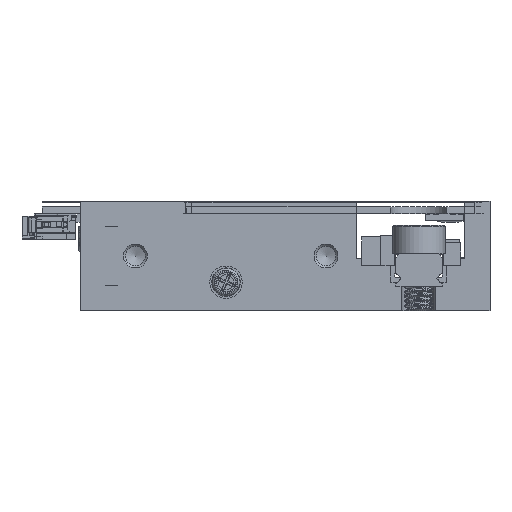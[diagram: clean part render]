
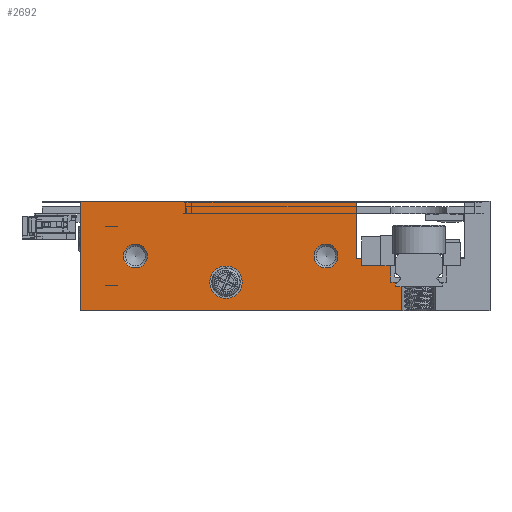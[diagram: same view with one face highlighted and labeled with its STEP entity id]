
A CAD part, left-side view. The second image highlights one B-rep face of the part: STEP entity #2692.
In plain terms, the highlighted planar face has unit normal (-1, 0, 0).
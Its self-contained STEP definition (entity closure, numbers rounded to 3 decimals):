
#1743=FACE_BOUND('',#6726,.T.);
#1744=FACE_BOUND('',#6727,.T.);
#1745=FACE_BOUND('',#6728,.T.);
#1746=FACE_BOUND('',#6729,.T.);
#2692=ADVANCED_FACE('',(#1743,#1744,#1745,#1746),#4314,.F.);
#4314=PLANE('',#32136);
#6726=EDGE_LOOP('',(#10043));
#6727=EDGE_LOOP('',(#10044));
#6728=EDGE_LOOP('',(#10045));
#6729=EDGE_LOOP('',(#10046,#10047,#10048,#10049,#10050,#10051,#10052,#10053));
#8967=CIRCLE('',#32133,1.7);
#8968=CIRCLE('',#32134,1.25);
#8969=CIRCLE('',#32135,1.25);
#10043=ORIENTED_EDGE('',*,*,#21492,.T.);
#10044=ORIENTED_EDGE('',*,*,#21493,.T.);
#10045=ORIENTED_EDGE('',*,*,#21494,.T.);
#10046=ORIENTED_EDGE('',*,*,#21472,.T.);
#10047=ORIENTED_EDGE('',*,*,#21495,.T.);
#10048=ORIENTED_EDGE('',*,*,#21496,.T.);
#10049=ORIENTED_EDGE('',*,*,#21497,.T.);
#10050=ORIENTED_EDGE('',*,*,#21498,.T.);
#10051=ORIENTED_EDGE('',*,*,#21450,.T.);
#10052=ORIENTED_EDGE('',*,*,#21424,.F.);
#10053=ORIENTED_EDGE('',*,*,#21434,.T.);
#18460=VERTEX_POINT('',#43272);
#18461=VERTEX_POINT('',#43274);
#18468=VERTEX_POINT('',#43291);
#18479=VERTEX_POINT('',#43323);
#18498=VERTEX_POINT('',#43367);
#18514=VERTEX_POINT('',#43408);
#18515=VERTEX_POINT('',#43410);
#18516=VERTEX_POINT('',#43412);
#18517=VERTEX_POINT('',#43414);
#18518=VERTEX_POINT('',#43416);
#18519=VERTEX_POINT('',#43418);
#21424=EDGE_CURVE('',#18460,#18461,#25666,.T.);
#21434=EDGE_CURVE('',#18460,#18468,#25674,.T.);
#21450=EDGE_CURVE('',#18479,#18461,#25690,.T.);
#21472=EDGE_CURVE('',#18468,#18498,#25701,.T.);
#21492=EDGE_CURVE('',#18514,#18514,#8967,.T.);
#21493=EDGE_CURVE('',#18515,#18515,#8968,.T.);
#21494=EDGE_CURVE('',#18516,#18516,#8969,.T.);
#21495=EDGE_CURVE('',#18498,#18517,#25720,.T.);
#21496=EDGE_CURVE('',#18517,#18518,#25721,.T.);
#21497=EDGE_CURVE('',#18518,#18519,#25722,.T.);
#21498=EDGE_CURVE('',#18519,#18479,#25723,.T.);
#25666=LINE('',#43273,#28897);
#25674=LINE('',#43292,#28905);
#25690=LINE('',#43322,#28921);
#25701=LINE('',#43368,#28932);
#25720=LINE('',#43413,#28951);
#25721=LINE('',#43415,#28952);
#25722=LINE('',#43417,#28953);
#25723=LINE('',#43419,#28954);
#28897=VECTOR('',#34775,1.);
#28905=VECTOR('',#34789,1.);
#28921=VECTOR('',#34813,1.);
#28932=VECTOR('',#34854,1.);
#28951=VECTOR('',#34889,1.);
#28952=VECTOR('',#34890,1.);
#28953=VECTOR('',#34891,1.);
#28954=VECTOR('',#34892,1.);
#32133=AXIS2_PLACEMENT_3D('',#43407,#34883,#34884);
#32134=AXIS2_PLACEMENT_3D('',#43409,#34885,#34886);
#32135=AXIS2_PLACEMENT_3D('',#43411,#34887,#34888);
#32136=AXIS2_PLACEMENT_3D('',#43420,#34893,#34894);
#34775=DIRECTION('',(0.,-1.,0.));
#34789=DIRECTION('',(0.,0.,-1.));
#34813=DIRECTION('',(0.,0.,1.));
#34854=DIRECTION('',(0.,-1.,0.));
#34883=DIRECTION('',(1.,0.,0.));
#34884=DIRECTION('',(0.,1.,0.));
#34885=DIRECTION('',(1.,0.,0.));
#34886=DIRECTION('',(0.,1.,0.));
#34887=DIRECTION('',(1.,0.,0.));
#34888=DIRECTION('',(0.,1.,0.));
#34889=DIRECTION('',(0.,0.,1.));
#34890=DIRECTION('',(0.,1.,0.));
#34891=DIRECTION('',(0.,0.,1.));
#34892=DIRECTION('',(0.,1.,0.));
#34893=DIRECTION('',(1.,0.,0.));
#34894=DIRECTION('',(0.,1.,0.));
#43272=CARTESIAN_POINT('',(-15.,43.,11.5));
#43273=CARTESIAN_POINT('',(-15.,43.,11.5));
#43274=CARTESIAN_POINT('',(-15.,14.05,11.5));
#43291=CARTESIAN_POINT('',(-15.,43.,0.));
#43292=CARTESIAN_POINT('',(-15.,43.,11.5));
#43322=CARTESIAN_POINT('',(-15.,14.05,5.5));
#43323=CARTESIAN_POINT('',(-15.,14.05,5.5));
#43367=CARTESIAN_POINT('',(-15.,9.25,0.));
#43368=CARTESIAN_POINT('',(-15.,43.,0.));
#43407=CARTESIAN_POINT('',(-15.,27.7,3.));
#43408=CARTESIAN_POINT('',(-15.,29.4,3.));
#43409=CARTESIAN_POINT('',(-15.,37.2,5.75));
#43410=CARTESIAN_POINT('',(-15.,38.45,5.75));
#43411=CARTESIAN_POINT('',(-15.,17.2,5.75));
#43412=CARTESIAN_POINT('',(-15.,18.45,5.75));
#43413=CARTESIAN_POINT('',(-15.,9.25,-0.3));
#43414=CARTESIAN_POINT('',(-15.,9.25,3.));
#43415=CARTESIAN_POINT('',(-15.,4.6,3.));
#43416=CARTESIAN_POINT('',(-15.,10.4,3.));
#43417=CARTESIAN_POINT('',(-15.,10.4,3.));
#43418=CARTESIAN_POINT('',(-15.,10.4,5.5));
#43419=CARTESIAN_POINT('',(-15.,10.4,5.5));
#43420=CARTESIAN_POINT('',(-15.,43.,11.5));
